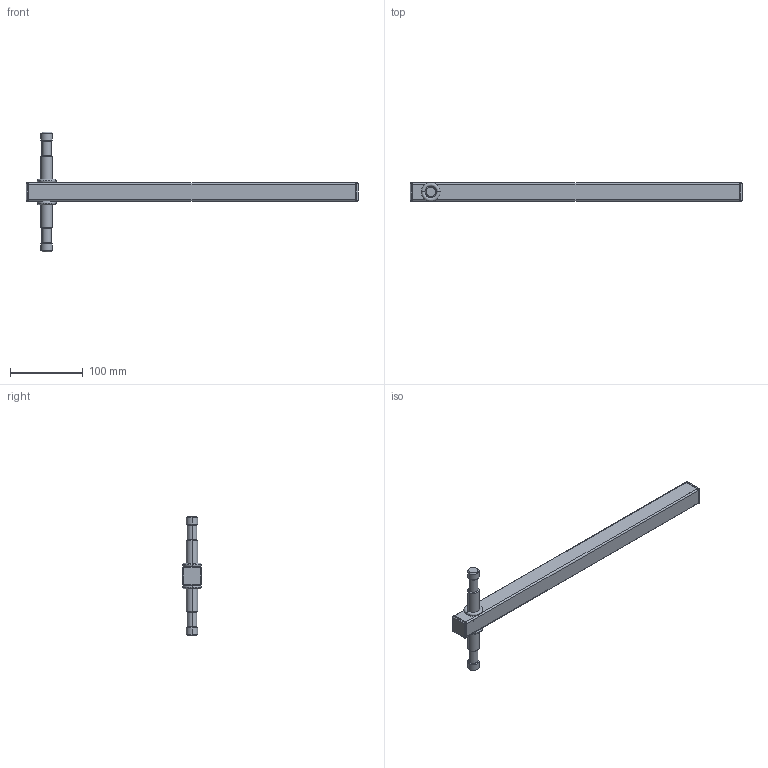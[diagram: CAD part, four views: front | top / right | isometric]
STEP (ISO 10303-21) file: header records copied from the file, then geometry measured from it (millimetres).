
FILE_DESCRIPTION (( 'STEP AP203' ), '1' );
FILE_NAME ('G1345.STEP', '2018-09-27T11:14:58', ( '' ), ( '' ), 'SwSTEP 2.0', 'SolidWorks 2016', '' );
FILE_SCHEMA (( 'CONFIG_CONTROL_DESIGN' ));
Length unit declared in the file: millimetre
Products named in the file (6): TH2951; S1650_S1650; S3053; TH2953; G1345; TH2952
Assembly tree (7 placements, depth 3):
  G1345
    TH2953
      TH2952
      TH2951
    S1650_S1650  x2
    S3053  x2
Bounding box: 457 x 25.88 x 165 mm (x, y, z)
Volume: 113203.7 mm3; surface area: 99545.1 mm2
Topology: 6 solids, 6 shells, 108 faces, 250 edges, 144 vertices
Faces by surface type: cylinder 46, plane 34, cone 12, sphere 8, torus 8
Entity records: 2856 total; most frequent: DIRECTION 430, CARTESIAN_POINT 366, ORIENTED_EDGE 348, EDGE_CURVE 174, AXIS2_PLACEMENT_3D 168, VERTEX_POINT 104, VECTOR 94, LINE 94
